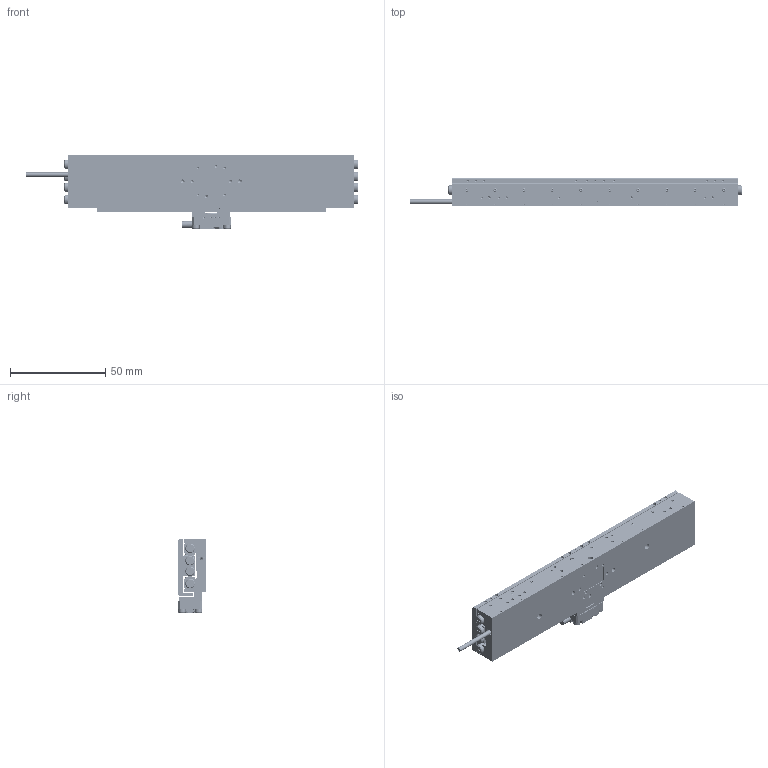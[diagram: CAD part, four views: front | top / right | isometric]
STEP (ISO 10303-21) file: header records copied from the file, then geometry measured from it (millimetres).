
FILE_DESCRIPTION (( 'STEP AP214' ), '1' );
FILE_NAME ('PPS-28-152X9.STEP', '2024-05-08T16:15:08', ( '' ), ( '' ), 'SwSTEP 2.0', 'SolidWorks 2023', '' );
FILE_SCHEMA (( 'AUTOMOTIVE_DESIGN' ));
Length unit declared in the file: millimetre
Products named in the file (20): TFC-421 Silver Braided Cable_L90.STEP; SCREW, MS-PPH, M-JCIS_M1.6 x 0.35 x 4mm.STEP; PPS-20, Scale Bracket, Renishaw Atom, RCLC, RKLF, Master Part_120mm.STEP; PPS-28-153X6.STEP; 430438 PPS 28, Back Cover, NJ8x13_1.STEP; SCREW, SHCS-F, M-DIN_M3 x 0.5 x 06mm_1.STEP; 130161 Bearing, NB, Slide Way, SVW 2000_SVW 2150-25Z Custom (Rigid at Center).STEP; SCREW, SHCS-S, M-DIN_M2 x 0.4 x 06mm.STEP; Dowel Pin, M-DIN_M01 x 004.STEP; Screw, SHCS-S, M-DIN._M1.6 x 0.35 x 06mm.STEP; Set Screw, Cup-H, E-ASME_E1-72 x 1''''16_1.STEP; 110212 Encoder Head, Renishaw Atom, Atmospheric_Demo.STEP; PPS-28, Base, Master Part_150mm, 2 motors, No Ears .STEP; PPS-28-152X9; PPS-28, Carriage, Master Part_150.STEP; NB Slide Way SVW 2000 Rail_SVW 2150 Custom.STEP; NB Slide Way SVW 2000 Cage_SVW 2150-25Z Custom.STEP; 431420 PPS-20, Encoder Bracket, Renishaw Atom, RKLF, Tape Scale.STEP; SCREW, MS-PPH, M-JCIS_M2.5 x 0.45 x 6mm_1.STEP; NB Slide Way SVW 2000 Center Way_SVW 2150 Custom.STEP
Assembly tree (65 placements, depth 4):
  PPS-28-152X9
    PPS-28-153X6.STEP
      130161 Bearing, NB, Slide Way, SVW 2000_SVW 2150-25Z Custom (Rigid at Center).STEP
        NB Slide Way SVW 2000 Rail_SVW 2150 Custom.STEP  x2
        NB Slide Way SVW 2000 Center Way_SVW 2150 Custom.STEP
        NB Slide Way SVW 2000 Cage_SVW 2150-25Z Custom.STEP  x2
      PPS-28, Base, Master Part_150mm, 2 motors, No Ears .STEP
      430438 PPS 28, Back Cover, NJ8x13_1.STEP
      TFC-421 Silver Braided Cable_L90.STEP
      PPS-28, Carriage, Master Part_150.STEP
      SCREW, SHCS-F, M-DIN_M3 x 0.5 x 06mm_1.STEP  x10
      SCREW, MS-PPH, M-JCIS_M2.5 x 0.45 x 6mm_1.STEP  x20
      Set Screw, Cup-H, E-ASME_E1-72 x 1''''16_1.STEP  x10
      110212 Encoder Head, Renishaw Atom, Atmospheric_Demo.STEP
      431420 PPS-20, Encoder Bracket, Renishaw Atom, RKLF, Tape Scale.STEP
      PPS-20, Scale Bracket, Renishaw Atom, RCLC, RKLF, Master Part_120mm.STEP
      Dowel Pin, M-DIN_M01 x 004.STEP  x2
      Screw, SHCS-S, M-DIN._M1.6 x 0.35 x 06mm.STEP  x2
      SCREW, MS-PPH, M-JCIS_M1.6 x 0.35 x 4mm.STEP  x4
      SCREW, SHCS-S, M-DIN_M2 x 0.4 x 06mm.STEP  x3
Bounding box: 174.2 x 15 x 39.15 mm (x, y, z)
Volume: 58258.9 mm3; surface area: 56724.4 mm2
Topology: 76 solids, 76 shells, 3292 faces, 8183 edges, 5029 vertices
Faces by surface type: plane 1293, cylinder 1157, cone 596, torus 184, bspline 62
Entity records: 80861 total; most frequent: CARTESIAN_POINT 38250, DIRECTION 8786, ORIENTED_EDGE 8582, EDGE_CURVE 4291, AXIS2_PLACEMENT_3D 3290, VERTEX_POINT 2783, LINE 2206, VECTOR 2206
